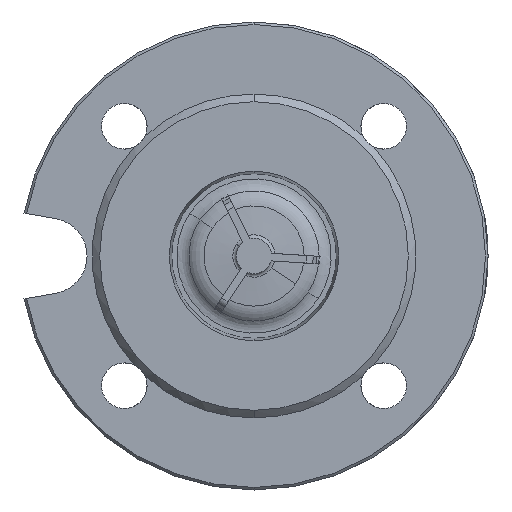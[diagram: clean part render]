
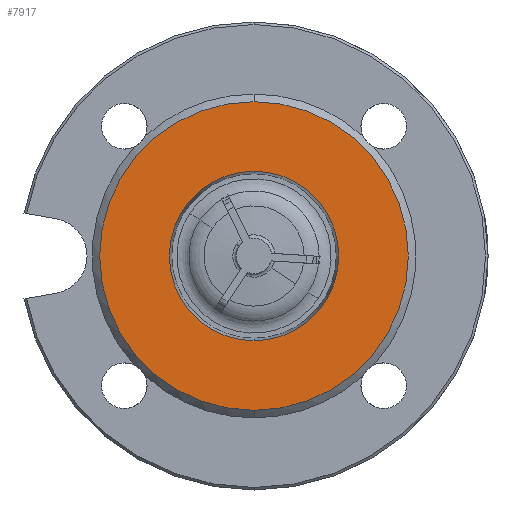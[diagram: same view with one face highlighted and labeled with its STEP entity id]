
A CAD part, left-side view. The second image highlights one B-rep face of the part: STEP entity #7917.
In plain terms, the highlighted planar face has unit normal (-1, 0, 0).
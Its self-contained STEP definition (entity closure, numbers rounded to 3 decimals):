
#7833 = EDGE_CURVE ( 'NONE', #18681, #18678, #15319, .T. ) ;
#7908 = EDGE_LOOP ( 'NONE', ( #7918, #7919 ) ) ;
#7917 = ADVANCED_FACE ( 'NONE', ( #15463, #15462 ), #15581, .F. ) ;
#7918 = ORIENTED_EDGE ( 'NONE', *, *, #7833, .F. ) ;
#7919 = ORIENTED_EDGE ( 'NONE', *, *, #18680, .F. ) ;
#7920 = EDGE_LOOP ( 'NONE', ( #7921, #7923 ) ) ;
#7921 = ORIENTED_EDGE ( 'NONE', *, *, #7922, .T. ) ;
#7922 = EDGE_CURVE ( 'NONE', #18620, #18663, #15575, .T. ) ;
#7923 = ORIENTED_EDGE ( 'NONE', *, *, #18633, .T. ) ;
#15312 = DIRECTION ( 'NONE',  ( 0., 0., 1. ) ) ;
#15313 = DIRECTION ( 'NONE',  ( -1., 0., 0. ) ) ;
#15314 = CARTESIAN_POINT ( 'NONE',  ( -60., 0., 0. ) ) ;
#15315 = AXIS2_PLACEMENT_3D ( 'NONE', #15314, #15313, #15312 ) ;
#15319 = CIRCLE ( 'NONE', #15315, 33.5 ) ;
#15462 = FACE_OUTER_BOUND ( 'NONE', #7920, .T. ) ;
#15463 = FACE_BOUND ( 'NONE', #7908, .T. ) ;
#15571 = DIRECTION ( 'NONE',  ( 0., 0., 1. ) ) ;
#15572 = DIRECTION ( 'NONE',  ( -1., 0., 0. ) ) ;
#15573 = CARTESIAN_POINT ( 'NONE',  ( -60., 0., 0. ) ) ;
#15574 = AXIS2_PLACEMENT_3D ( 'NONE', #15573, #15572, #15571 ) ;
#15575 = CIRCLE ( 'NONE', #15574, 61. ) ;
#15577 = DIRECTION ( 'NONE',  ( 0., 0., -1. ) ) ;
#15578 = DIRECTION ( 'NONE',  ( 1., 0., 0. ) ) ;
#15579 = CARTESIAN_POINT ( 'NONE',  ( -60., 33.5, 0. ) ) ;
#15580 = AXIS2_PLACEMENT_3D ( 'NONE', #15579, #15578, #15577 ) ;
#15581 = PLANE ( 'NONE',  #15580 ) ;
#18620 = VERTEX_POINT ( 'NONE', #23570 ) ;
#18633 = EDGE_CURVE ( 'NONE', #18663, #18620, #23587, .T. ) ;
#18663 = VERTEX_POINT ( 'NONE', #23614 ) ;
#18678 = VERTEX_POINT ( 'NONE', #23669 ) ;
#18680 = EDGE_CURVE ( 'NONE', #18678, #18681, #23653, .T. ) ;
#18681 = VERTEX_POINT ( 'NONE', #23668 ) ;
#23548 = DIRECTION ( 'NONE',  ( 0., 0., 1. ) ) ;
#23570 = CARTESIAN_POINT ( 'NONE',  ( -60., 0., -61. ) ) ;
#23584 = DIRECTION ( 'NONE',  ( -1., 0., 0. ) ) ;
#23585 = CARTESIAN_POINT ( 'NONE',  ( -60., 0., 0. ) ) ;
#23586 = AXIS2_PLACEMENT_3D ( 'NONE', #23585, #23584, #23548 ) ;
#23587 = CIRCLE ( 'NONE', #23586, 61. ) ;
#23614 = CARTESIAN_POINT ( 'NONE',  ( -60., 0., 61. ) ) ;
#23649 = DIRECTION ( 'NONE',  ( 0., 0., 1. ) ) ;
#23650 = DIRECTION ( 'NONE',  ( -1., 0., 0. ) ) ;
#23651 = CARTESIAN_POINT ( 'NONE',  ( -60., 0., 0. ) ) ;
#23652 = AXIS2_PLACEMENT_3D ( 'NONE', #23651, #23650, #23649 ) ;
#23653 = CIRCLE ( 'NONE', #23652, 33.5 ) ;
#23668 = CARTESIAN_POINT ( 'NONE',  ( -60., 0., 33.5 ) ) ;
#23669 = CARTESIAN_POINT ( 'NONE',  ( -60., 0., -33.5 ) ) ;
